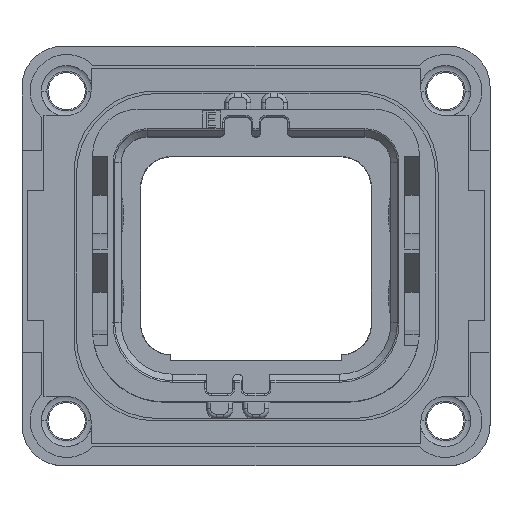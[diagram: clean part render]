
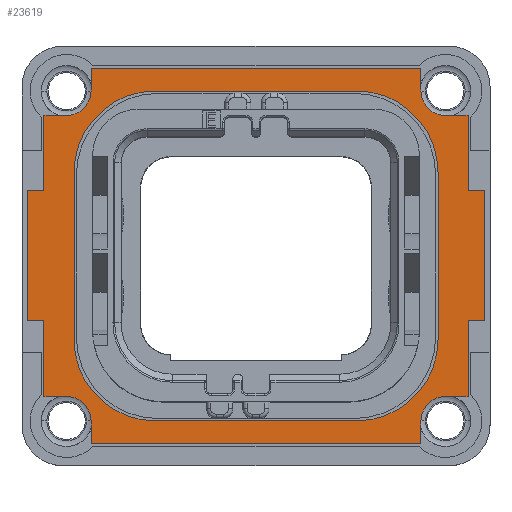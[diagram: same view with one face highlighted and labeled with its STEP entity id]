
A CAD part, top view. The second image highlights one B-rep face of the part: STEP entity #23619.
In plain terms, the highlighted planar face has unit normal (0, 0, 1).
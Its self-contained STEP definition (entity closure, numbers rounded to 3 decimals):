
#1115=DIRECTION('',(0.,-1.,0.));
#1116=VECTOR('',#1115,4.65);
#1117=CARTESIAN_POINT('',(-13.05,-4.,2.31));
#1118=LINE('',#1117,#1116);
#1119=DIRECTION('',(1.,0.,0.));
#1120=VECTOR('',#1119,1.);
#1121=CARTESIAN_POINT('',(-14.05,-4.,2.31));
#1122=LINE('',#1121,#1120);
#1123=DIRECTION('',(0.,-1.,0.));
#1124=VECTOR('',#1123,8.);
#1125=CARTESIAN_POINT('',(-14.05,4.,2.31));
#1126=LINE('',#1125,#1124);
#1127=DIRECTION('',(-1.,0.,0.));
#1128=VECTOR('',#1127,1.);
#1129=CARTESIAN_POINT('',(-13.05,4.,2.31));
#1130=LINE('',#1129,#1128);
#1131=DIRECTION('',(0.,-1.,0.));
#1132=VECTOR('',#1131,4.65);
#1133=CARTESIAN_POINT('',(-13.05,8.65,2.31));
#1134=LINE('',#1133,#1132);
#1135=DIRECTION('',(1.,0.,0.));
#1136=VECTOR('',#1135,1.4);
#1137=CARTESIAN_POINT('',(-13.05,8.65,2.31));
#1138=LINE('',#1137,#1136);
#1139=CARTESIAN_POINT('',(-11.65,10.15,2.31));
#1140=DIRECTION('',(0.,0.,1.));
#1141=DIRECTION('',(0.,-1.,0.));
#1142=AXIS2_PLACEMENT_3D('',#1139,#1140,#1141);
#1144=DIRECTION('',(0.,-1.,0.));
#1145=VECTOR('',#1144,1.4);
#1146=CARTESIAN_POINT('',(-10.15,11.55,2.31));
#1147=LINE('',#1146,#1145);
#1148=DIRECTION('',(-1.,0.,0.));
#1149=VECTOR('',#1148,20.3);
#1150=CARTESIAN_POINT('',(10.15,11.55,2.31));
#1151=LINE('',#1150,#1149);
#1152=DIRECTION('',(0.,-1.,0.));
#1153=VECTOR('',#1152,1.4);
#1154=CARTESIAN_POINT('',(10.15,11.55,2.31));
#1155=LINE('',#1154,#1153);
#1156=CARTESIAN_POINT('',(11.65,10.15,2.31));
#1157=DIRECTION('',(0.,0.,1.));
#1158=DIRECTION('',(-1.,0.,0.));
#1159=AXIS2_PLACEMENT_3D('',#1156,#1157,#1158);
#1161=DIRECTION('',(-1.,0.,0.));
#1162=VECTOR('',#1161,1.4);
#1163=CARTESIAN_POINT('',(13.05,8.65,2.31));
#1164=LINE('',#1163,#1162);
#1165=DIRECTION('',(0.,1.,0.));
#1166=VECTOR('',#1165,4.65);
#1167=CARTESIAN_POINT('',(13.05,4.,2.31));
#1168=LINE('',#1167,#1166);
#1169=DIRECTION('',(-1.,0.,0.));
#1170=VECTOR('',#1169,1.);
#1171=CARTESIAN_POINT('',(14.05,4.,2.31));
#1172=LINE('',#1171,#1170);
#1173=DIRECTION('',(0.,1.,0.));
#1174=VECTOR('',#1173,8.);
#1175=CARTESIAN_POINT('',(14.05,-4.,2.31));
#1176=LINE('',#1175,#1174);
#1177=DIRECTION('',(1.,0.,0.));
#1178=VECTOR('',#1177,1.);
#1179=CARTESIAN_POINT('',(13.05,-4.,2.31));
#1180=LINE('',#1179,#1178);
#1181=DIRECTION('',(0.,1.,0.));
#1182=VECTOR('',#1181,4.65);
#1183=CARTESIAN_POINT('',(13.05,-8.65,2.31));
#1184=LINE('',#1183,#1182);
#1185=DIRECTION('',(-1.,0.,0.));
#1186=VECTOR('',#1185,1.4);
#1187=CARTESIAN_POINT('',(13.05,-8.65,2.31));
#1188=LINE('',#1187,#1186);
#1189=CARTESIAN_POINT('',(11.65,-10.15,2.31));
#1190=DIRECTION('',(0.,0.,1.));
#1191=DIRECTION('',(0.,1.,0.));
#1192=AXIS2_PLACEMENT_3D('',#1189,#1190,#1191);
#1194=DIRECTION('',(0.,1.,0.));
#1195=VECTOR('',#1194,1.4);
#1196=CARTESIAN_POINT('',(10.15,-11.55,2.31));
#1197=LINE('',#1196,#1195);
#1198=DIRECTION('',(1.,0.,0.));
#1199=VECTOR('',#1198,20.3);
#1200=CARTESIAN_POINT('',(-10.15,-11.55,2.31));
#1201=LINE('',#1200,#1199);
#1202=DIRECTION('',(0.,1.,0.));
#1203=VECTOR('',#1202,1.4);
#1204=CARTESIAN_POINT('',(-10.15,-11.55,2.31));
#1205=LINE('',#1204,#1203);
#1206=CARTESIAN_POINT('',(-11.65,-10.15,2.31));
#1207=DIRECTION('',(0.,0.,1.));
#1208=DIRECTION('',(1.,0.,0.));
#1209=AXIS2_PLACEMENT_3D('',#1206,#1207,#1208);
#1211=DIRECTION('',(1.,0.,0.));
#1212=VECTOR('',#1211,1.4);
#1213=CARTESIAN_POINT('',(-13.05,-8.65,2.31));
#1214=LINE('',#1213,#1212);
#1215=DIRECTION('',(0.,-1.,0.));
#1216=VECTOR('',#1215,10.3);
#1217=CARTESIAN_POINT('',(11.2,5.15,2.31));
#1218=LINE('',#1217,#1216);
#1219=DIRECTION('',(1.,0.,0.));
#1220=VECTOR('',#1219,12.4);
#1221=CARTESIAN_POINT('',(-6.2,10.15,2.31));
#1222=LINE('',#1221,#1220);
#1223=DIRECTION('',(0.,1.,0.));
#1224=VECTOR('',#1223,10.3);
#1225=CARTESIAN_POINT('',(-11.2,-5.15,2.31));
#1226=LINE('',#1225,#1224);
#1227=DIRECTION('',(-1.,0.,0.));
#1228=VECTOR('',#1227,12.4);
#1229=CARTESIAN_POINT('',(6.2,-10.15,2.31));
#1230=LINE('',#1229,#1228);
#1335=CARTESIAN_POINT('',(-6.2,-5.15,2.31));
#1336=DIRECTION('',(0.,0.,-1.));
#1337=DIRECTION('',(0.,-1.,0.));
#1338=AXIS2_PLACEMENT_3D('',#1335,#1336,#1337);
#1348=CARTESIAN_POINT('',(6.2,-5.15,2.31));
#1349=DIRECTION('',(0.,0.,-1.));
#1350=DIRECTION('',(1.,0.,0.));
#1351=AXIS2_PLACEMENT_3D('',#1348,#1349,#1350);
#1353=CARTESIAN_POINT('',(-6.2,5.15,2.31));
#1354=DIRECTION('',(0.,0.,-1.));
#1355=DIRECTION('',(-1.,0.,0.));
#1356=AXIS2_PLACEMENT_3D('',#1353,#1354,#1355);
#1366=CARTESIAN_POINT('',(6.2,5.15,2.31));
#1367=DIRECTION('',(0.,0.,-1.));
#1368=DIRECTION('',(0.,1.,0.));
#1369=AXIS2_PLACEMENT_3D('',#1366,#1367,#1368);
#21483=CARTESIAN_POINT('',(-11.2,-5.15,2.31));
#21484=CARTESIAN_POINT('',(-11.2,5.15,2.31));
#21485=VERTEX_POINT('',#21483);
#21486=VERTEX_POINT('',#21484);
#21487=CARTESIAN_POINT('',(-6.2,10.15,2.31));
#21488=CARTESIAN_POINT('',(6.2,10.15,2.31));
#21489=VERTEX_POINT('',#21487);
#21490=VERTEX_POINT('',#21488);
#21491=CARTESIAN_POINT('',(11.2,5.15,2.31));
#21492=CARTESIAN_POINT('',(11.2,-5.15,2.31));
#21493=VERTEX_POINT('',#21491);
#21494=VERTEX_POINT('',#21492);
#21495=CARTESIAN_POINT('',(6.2,-10.15,2.31));
#21496=CARTESIAN_POINT('',(-6.2,-10.15,2.31));
#21497=VERTEX_POINT('',#21495);
#21498=VERTEX_POINT('',#21496);
#21515=CARTESIAN_POINT('',(10.15,10.15,2.31));
#21516=CARTESIAN_POINT('',(11.65,8.65,2.31));
#21517=VERTEX_POINT('',#21515);
#21518=VERTEX_POINT('',#21516);
#21519=CARTESIAN_POINT('',(13.05,8.65,2.31));
#21520=VERTEX_POINT('',#21519);
#21521=CARTESIAN_POINT('',(10.15,11.55,2.31));
#21522=VERTEX_POINT('',#21521);
#21523=CARTESIAN_POINT('',(11.65,-8.65,2.31));
#21524=CARTESIAN_POINT('',(10.15,-10.15,2.31));
#21525=VERTEX_POINT('',#21523);
#21526=VERTEX_POINT('',#21524);
#21527=CARTESIAN_POINT('',(10.15,-11.55,2.31));
#21528=VERTEX_POINT('',#21527);
#21529=CARTESIAN_POINT('',(13.05,-8.65,2.31));
#21530=VERTEX_POINT('',#21529);
#21531=CARTESIAN_POINT('',(-10.15,-10.15,2.31));
#21532=CARTESIAN_POINT('',(-11.65,-8.65,2.31));
#21533=VERTEX_POINT('',#21531);
#21534=VERTEX_POINT('',#21532);
#21535=CARTESIAN_POINT('',(-13.05,-8.65,2.31));
#21536=VERTEX_POINT('',#21535);
#21537=CARTESIAN_POINT('',(-10.15,-11.55,2.31));
#21538=VERTEX_POINT('',#21537);
#21539=CARTESIAN_POINT('',(-10.15,11.55,2.31));
#21540=CARTESIAN_POINT('',(-10.15,10.15,2.31));
#21541=VERTEX_POINT('',#21539);
#21542=VERTEX_POINT('',#21540);
#21543=CARTESIAN_POINT('',(-13.05,8.65,2.31));
#21544=CARTESIAN_POINT('',(-11.65,8.65,2.31));
#21545=VERTEX_POINT('',#21543);
#21546=VERTEX_POINT('',#21544);
#21547=CARTESIAN_POINT('',(14.05,-4.,2.31));
#21548=CARTESIAN_POINT('',(14.05,4.,2.31));
#21549=VERTEX_POINT('',#21547);
#21550=VERTEX_POINT('',#21548);
#21551=CARTESIAN_POINT('',(-14.05,4.,2.31));
#21552=CARTESIAN_POINT('',(-14.05,-4.,2.31));
#21553=VERTEX_POINT('',#21551);
#21554=VERTEX_POINT('',#21552);
#21555=CARTESIAN_POINT('',(13.05,-4.,2.31));
#21556=VERTEX_POINT('',#21555);
#21557=CARTESIAN_POINT('',(13.05,4.,2.31));
#21558=VERTEX_POINT('',#21557);
#21559=CARTESIAN_POINT('',(-13.05,4.,2.31));
#21560=VERTEX_POINT('',#21559);
#21561=CARTESIAN_POINT('',(-13.05,-4.,2.31));
#21562=VERTEX_POINT('',#21561);
#23566=CARTESIAN_POINT('',(0.,0.,2.31));
#23567=DIRECTION('',(0.,0.,1.));
#23568=DIRECTION('',(1.,0.,0.));
#23569=AXIS2_PLACEMENT_3D('',#23566,#23567,#23568);
#23570=PLANE('',#23569);
#23571=ORIENTED_EDGE('',*,*,#23190,.F.);
#23572=ORIENTED_EDGE('',*,*,#23204,.F.);
#23573=ORIENTED_EDGE('',*,*,#23218,.F.);
#23574=ORIENTED_EDGE('',*,*,#23232,.F.);
#23575=ORIENTED_EDGE('',*,*,#23246,.F.);
#23576=ORIENTED_EDGE('',*,*,#23262,.T.);
#23578=ORIENTED_EDGE('',*,*,#23577,.T.);
#23579=ORIENTED_EDGE('',*,*,#23321,.F.);
#23580=ORIENTED_EDGE('',*,*,#23337,.F.);
#23581=ORIENTED_EDGE('',*,*,#23353,.T.);
#23583=ORIENTED_EDGE('',*,*,#23582,.T.);
#23584=ORIENTED_EDGE('',*,*,#23412,.F.);
#23585=ORIENTED_EDGE('',*,*,#23428,.F.);
#23586=ORIENTED_EDGE('',*,*,#23442,.F.);
#23587=ORIENTED_EDGE('',*,*,#23456,.F.);
#23588=ORIENTED_EDGE('',*,*,#23470,.F.);
#23589=ORIENTED_EDGE('',*,*,#23484,.F.);
#23590=ORIENTED_EDGE('',*,*,#23500,.T.);
#23592=ORIENTED_EDGE('',*,*,#23591,.T.);
#23593=ORIENTED_EDGE('',*,*,#23558,.F.);
#23594=ORIENTED_EDGE('',*,*,#23098,.F.);
#23595=ORIENTED_EDGE('',*,*,#23115,.T.);
#23597=ORIENTED_EDGE('',*,*,#23596,.T.);
#23598=ORIENTED_EDGE('',*,*,#23174,.F.);
#23599=EDGE_LOOP('',(#23571,#23572,#23573,#23574,#23575,#23576,#23578,#23579,
#23580,#23581,#23583,#23584,#23585,#23586,#23587,#23588,#23589,#23590,#23592,
#23593,#23594,#23595,#23597,#23598));
#23600=FACE_OUTER_BOUND('',#23599,.F.);
#23602=ORIENTED_EDGE('',*,*,#23601,.F.);
#23604=ORIENTED_EDGE('',*,*,#23603,.F.);
#23606=ORIENTED_EDGE('',*,*,#23605,.F.);
#23608=ORIENTED_EDGE('',*,*,#23607,.F.);
#23610=ORIENTED_EDGE('',*,*,#23609,.F.);
#23612=ORIENTED_EDGE('',*,*,#23611,.F.);
#23614=ORIENTED_EDGE('',*,*,#23613,.F.);
#23616=ORIENTED_EDGE('',*,*,#23615,.F.);
#23617=EDGE_LOOP('',(#23602,#23604,#23606,#23608,#23610,#23612,#23614,#23616));
#23618=FACE_BOUND('',#23617,.F.);
#23619=ADVANCED_FACE('',(#23600,#23618),#23570,.T.);
#1143=CIRCLE('',#1142,1.5);
#1160=CIRCLE('',#1159,1.5);
#1193=CIRCLE('',#1192,1.5);
#1210=CIRCLE('',#1209,1.5);
#1339=CIRCLE('',#1338,5.);
#1352=CIRCLE('',#1351,5.);
#1357=CIRCLE('',#1356,5.);
#1370=CIRCLE('',#1369,5.);
#23098=EDGE_CURVE('',#21538,#21528,#1201,.T.);
#23115=EDGE_CURVE('',#21538,#21533,#1205,.T.);
#23174=EDGE_CURVE('',#21536,#21534,#1214,.T.);
#23190=EDGE_CURVE('',#21562,#21536,#1118,.T.);
#23204=EDGE_CURVE('',#21554,#21562,#1122,.T.);
#23218=EDGE_CURVE('',#21553,#21554,#1126,.T.);
#23232=EDGE_CURVE('',#21560,#21553,#1130,.T.);
#23246=EDGE_CURVE('',#21545,#21560,#1134,.T.);
#23262=EDGE_CURVE('',#21545,#21546,#1138,.T.);
#23321=EDGE_CURVE('',#21541,#21542,#1147,.T.);
#23337=EDGE_CURVE('',#21522,#21541,#1151,.T.);
#23353=EDGE_CURVE('',#21522,#21517,#1155,.T.);
#23412=EDGE_CURVE('',#21520,#21518,#1164,.T.);
#23428=EDGE_CURVE('',#21558,#21520,#1168,.T.);
#23442=EDGE_CURVE('',#21550,#21558,#1172,.T.);
#23456=EDGE_CURVE('',#21549,#21550,#1176,.T.);
#23470=EDGE_CURVE('',#21556,#21549,#1180,.T.);
#23484=EDGE_CURVE('',#21530,#21556,#1184,.T.);
#23500=EDGE_CURVE('',#21530,#21525,#1188,.T.);
#23558=EDGE_CURVE('',#21528,#21526,#1197,.T.);
#23577=EDGE_CURVE('',#21546,#21542,#1143,.T.);
#23582=EDGE_CURVE('',#21517,#21518,#1160,.T.);
#23591=EDGE_CURVE('',#21525,#21526,#1193,.T.);
#23596=EDGE_CURVE('',#21533,#21534,#1210,.T.);
#23601=EDGE_CURVE('',#21493,#21494,#1218,.T.);
#23603=EDGE_CURVE('',#21490,#21493,#1370,.T.);
#23605=EDGE_CURVE('',#21489,#21490,#1222,.T.);
#23607=EDGE_CURVE('',#21486,#21489,#1357,.T.);
#23609=EDGE_CURVE('',#21485,#21486,#1226,.T.);
#23611=EDGE_CURVE('',#21498,#21485,#1339,.T.);
#23613=EDGE_CURVE('',#21497,#21498,#1230,.T.);
#23615=EDGE_CURVE('',#21494,#21497,#1352,.T.);
